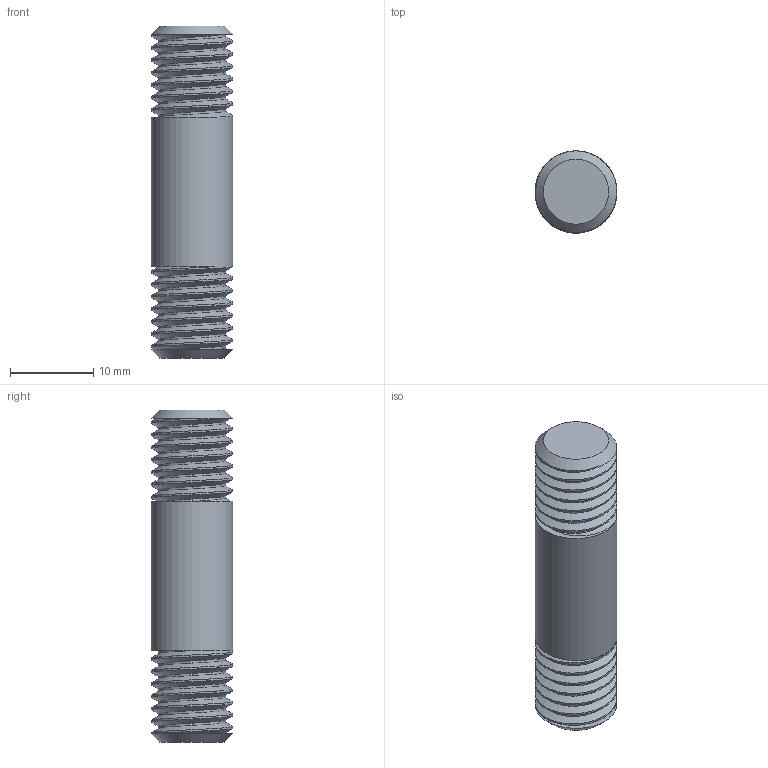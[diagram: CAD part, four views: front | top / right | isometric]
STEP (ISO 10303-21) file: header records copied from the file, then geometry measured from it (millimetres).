
FILE_DESCRIPTION(/* description */ (''),/* implementation_level */ '2;1');
FILE_NAME(/* name */ '40mm Mounting Pole v1.step',/* time_stamp */ '2025-08-01T20:42:34-04:00',/* author */ (''),/* organization */ (''),/* preprocessor_version */ 'ST-DEVELOPER v20.1',/* originating_system */ 'Autodesk Translation Framework v14.10.0.0',/* authorisation */ '');
FILE_SCHEMA (('AUTOMOTIVE_DESIGN { 1 0 10303 214 3 1 1 }'));
Length unit declared in the file: millimetre
Products named in the file (1): 40mm Mounting Pole
Bounding box: 9.86 x 9.85 x 40 mm (x, y, z)
Volume: 2760.1 mm3; surface area: 1719.2 mm2
Topology: 1 solids, 1 shells, 43 faces, 119 edges, 78 vertices
Faces by surface type: cylinder 31, plane 6, bspline 4, cone 2
Full cylindrical faces by diameter (mm): 8.141 x11, 9.85 x12
Entity records: 4902 total; most frequent: CARTESIAN_POINT 3903, ORIENTED_EDGE 238, DIRECTION 147, EDGE_CURVE 119, VERTEX_POINT 78, B_SPLINE_CURVE_WITH_KNOTS 70, AXIS2_PLACEMENT_3D 58, FACE_OUTER_BOUND 43
